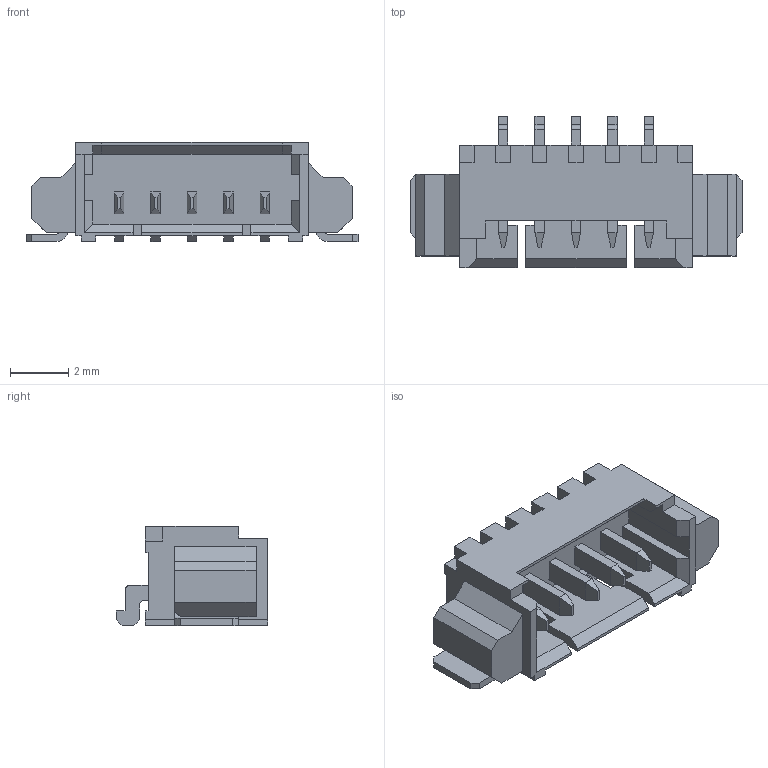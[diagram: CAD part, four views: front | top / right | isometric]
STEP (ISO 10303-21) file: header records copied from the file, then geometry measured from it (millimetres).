
FILE_DESCRIPTION (( 'STEP AP214' ), '1' );
FILE_NAME ('532610571.STEP', '2021-11-24T20:42:01', ( 'AVRASM1234' ), ( '' ), 'SwSTEP 2.0', 'SolidWorks 2017', '' );
FILE_SCHEMA (( 'AUTOMOTIVE_DESIGN' ));
Length unit declared in the file: millimetre
Products named in the file (1): 532610571
Bounding box: 11.4 x 5.2 x 3.4 mm (x, y, z)
Volume: 69.2 mm3; surface area: 316.4 mm2
Topology: 8 solids, 8 shells, 336 faces, 922 edges, 604 vertices
Faces by surface type: plane 318, cylinder 18
Entity records: 11995 total; most frequent: CARTESIAN_POINT 1863, ORIENTED_EDGE 1844, DIRECTION 1632, EDGE_CURVE 922, VECTOR 886, LINE 886, VERTEX_POINT 604, AXIS2_PLACEMENT_3D 373
